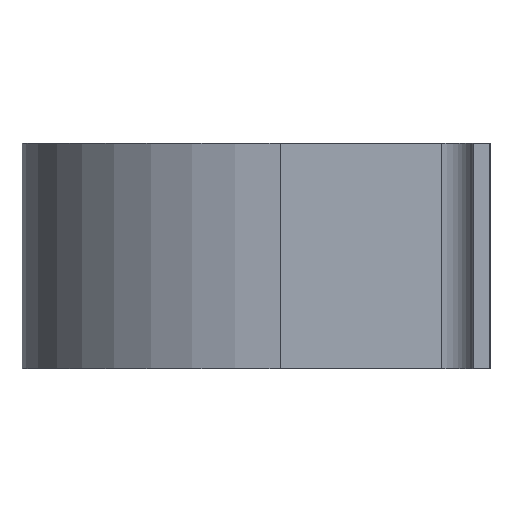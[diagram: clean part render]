
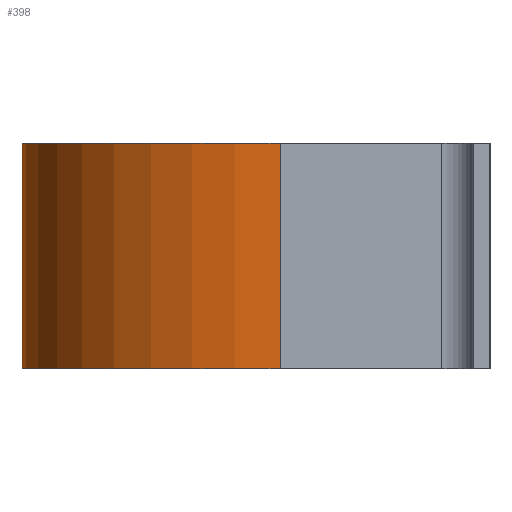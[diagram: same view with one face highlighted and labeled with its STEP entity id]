
A CAD part, left-side view. The second image highlights one B-rep face of the part: STEP entity #398.
In plain terms, the highlighted cylindrical face has radius 16 mm (diameter 32 mm), a partial arc.
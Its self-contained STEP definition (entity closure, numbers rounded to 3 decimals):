
#30 = CARTESIAN_POINT ( 'NONE',  ( 0., 13., -7. ) ) ;
#31 = EDGE_CURVE ( 'NONE', #595, #628, #281, .T. ) ;
#82 = ORIENTED_EDGE ( 'NONE', *, *, #230, .T. ) ;
#113 = CARTESIAN_POINT ( 'NONE',  ( 0., 13., 7. ) ) ;
#119 = EDGE_LOOP ( 'NONE', ( #255, #239, #82, #555 ) ) ;
#120 = LINE ( 'NONE', #447, #964 ) ;
#220 = DIRECTION ( 'NONE',  ( 1., 0., 0. ) ) ;
#230 = EDGE_CURVE ( 'NONE', #296, #446, #1055, .T. ) ;
#239 = ORIENTED_EDGE ( 'NONE', *, *, #795, .F. ) ;
#255 = ORIENTED_EDGE ( 'NONE', *, *, #31, .F. ) ;
#270 = DIRECTION ( 'NONE',  ( 0., 0., -1. ) ) ;
#279 = FACE_OUTER_BOUND ( 'NONE', #119, .T. ) ;
#281 = CIRCLE ( 'NONE', #378, 16. ) ;
#296 = VERTEX_POINT ( 'NONE', #614 ) ;
#336 = AXIS2_PLACEMENT_3D ( 'NONE', #113, #730, #540 ) ;
#378 = AXIS2_PLACEMENT_3D ( 'NONE', #30, #1062, #220 ) ;
#398 = ADVANCED_FACE ( 'NONE', ( #279 ), #712, .T. ) ;
#446 = VERTEX_POINT ( 'NONE', #451 ) ;
#447 = CARTESIAN_POINT ( 'NONE',  ( 16., 13., 7. ) ) ;
#448 = CARTESIAN_POINT ( 'NONE',  ( 0., 13., 7. ) ) ;
#451 = CARTESIAN_POINT ( 'NONE',  ( 16., 13., 7. ) ) ;
#473 = DIRECTION ( 'NONE',  ( 0., 0., -1. ) ) ;
#540 = DIRECTION ( 'NONE',  ( -1., 0., 0. ) ) ;
#555 = ORIENTED_EDGE ( 'NONE', *, *, #1001, .T. ) ;
#595 = VERTEX_POINT ( 'NONE', #898 ) ;
#614 = CARTESIAN_POINT ( 'NONE',  ( -16., 13., 7. ) ) ;
#628 = VERTEX_POINT ( 'NONE', #879 ) ;
#634 = VECTOR ( 'NONE', #473, 1000. ) ;
#647 = AXIS2_PLACEMENT_3D ( 'NONE', #448, #787, #702 ) ;
#702 = DIRECTION ( 'NONE',  ( 1., 0., 0. ) ) ;
#712 = CYLINDRICAL_SURFACE ( 'NONE', #336, 16. ) ;
#730 = DIRECTION ( 'NONE',  ( 0., 0., -1. ) ) ;
#787 = DIRECTION ( 'NONE',  ( 0., 0., -1. ) ) ;
#795 = EDGE_CURVE ( 'NONE', #296, #595, #812, .T. ) ;
#812 = LINE ( 'NONE', #955, #634 ) ;
#879 = CARTESIAN_POINT ( 'NONE',  ( 16., 13., -7. ) ) ;
#898 = CARTESIAN_POINT ( 'NONE',  ( -16., 13., -7. ) ) ;
#955 = CARTESIAN_POINT ( 'NONE',  ( -16., 13., 7. ) ) ;
#964 = VECTOR ( 'NONE', #270, 1000. ) ;
#1001 = EDGE_CURVE ( 'NONE', #446, #628, #120, .T. ) ;
#1055 = CIRCLE ( 'NONE', #647, 16. ) ;
#1062 = DIRECTION ( 'NONE',  ( 0., 0., -1. ) ) ;
